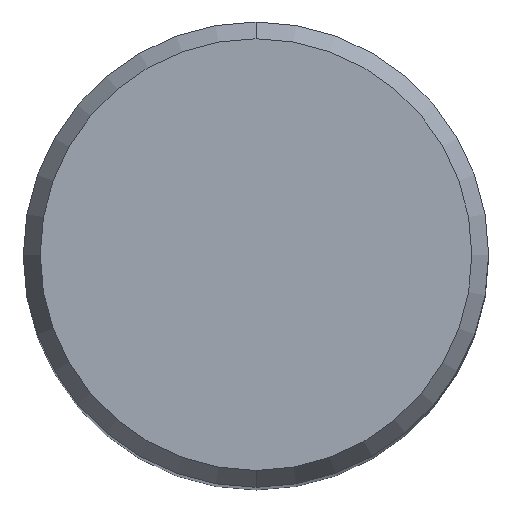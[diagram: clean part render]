
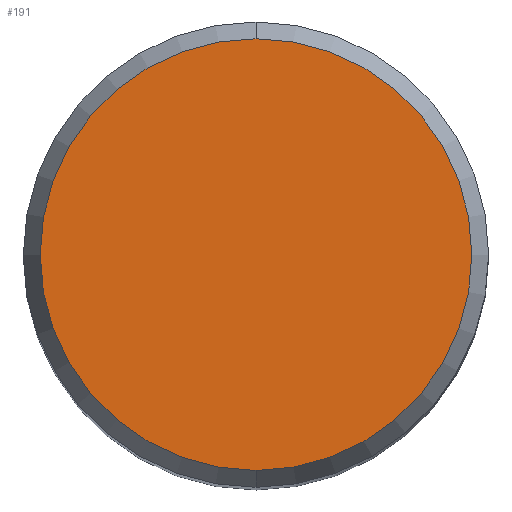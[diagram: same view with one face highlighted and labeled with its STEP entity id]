
A CAD part, top view. The second image highlights one B-rep face of the part: STEP entity #191.
In plain terms, the highlighted planar face has unit normal (0, 0, 1).
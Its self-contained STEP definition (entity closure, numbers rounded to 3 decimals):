
#107=VERTEX_POINT('',#253);
#157=VERTEX_POINT('',#309);
#161=EDGE_CURVE('',#157,#107,#314,.T.);
#183=EDGE_CURVE('',#107,#157,#338,.T.);
#191=ADVANCED_FACE('',(#346),#347,.T.);
#253=CARTESIAN_POINT('',(0.,-5.892,0.0));
#309=CARTESIAN_POINT('',(0.0,5.892,0.0));
#314=CIRCLE('',#484,5.892);
#338=CIRCLE('',#515,5.892);
#346=FACE_OUTER_BOUND('',#524,.T.);
#347=PLANE('',#525);
#484=AXIS2_PLACEMENT_3D('',#673,#674,#675);
#515=AXIS2_PLACEMENT_3D('',#705,#706,#707);
#524=EDGE_LOOP('',(#712,#713));
#525=AXIS2_PLACEMENT_3D('',#714,#715,#716);
#673=CARTESIAN_POINT('',(0.0,0.0,0.0));
#674=DIRECTION('',(0.0,0.0,-1.0));
#675=DIRECTION('',(0.0,1.0,0.0));
#705=CARTESIAN_POINT('',(0.0,0.0,0.0));
#706=DIRECTION('',(0.0,0.0,-1.0));
#707=DIRECTION('',(0.0,1.0,0.0));
#712=ORIENTED_EDGE('',*,*,#161,.F.);
#713=ORIENTED_EDGE('',*,*,#183,.F.);
#714=CARTESIAN_POINT('',(0.0,2.946,0.0));
#715=DIRECTION('',(-0.0,0.0,1.0));
#716=DIRECTION('',(0.0,-1.0,0.0));
